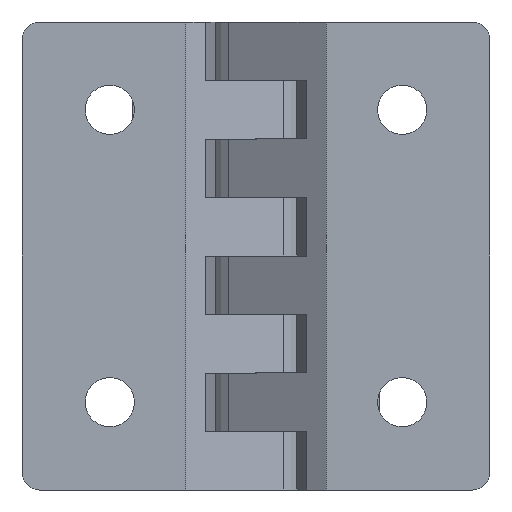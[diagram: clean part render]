
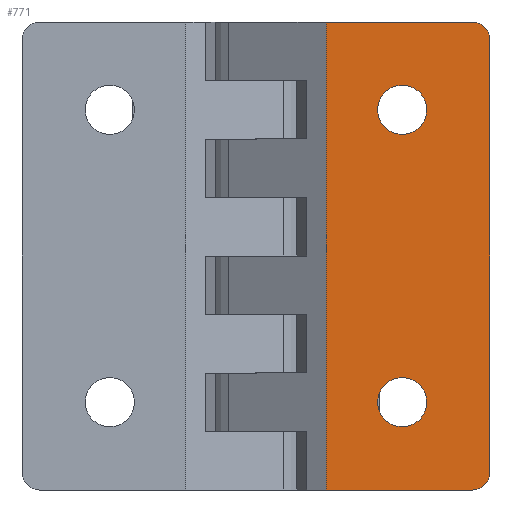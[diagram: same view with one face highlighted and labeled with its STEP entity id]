
A CAD part, front view. The second image highlights one B-rep face of the part: STEP entity #771.
In plain terms, the highlighted planar face has unit normal (0, -1, 0).
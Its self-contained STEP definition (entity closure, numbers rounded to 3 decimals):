
#625 = VERTEX_POINT ( 'NONE', #2171 ) ;
#630 = VERTEX_POINT ( 'NONE', #2156 ) ;
#676 = ORIENTED_EDGE ( 'NONE', *, *, #759, .F. ) ;
#678 = ORIENTED_EDGE ( 'NONE', *, *, #739, .T. ) ;
#692 = EDGE_LOOP ( 'NONE', ( #678, #712 ) ) ;
#694 = ORIENTED_EDGE ( 'NONE', *, *, #769, .T. ) ;
#699 = EDGE_CURVE ( 'NONE', #630, #625, #2270, .T. ) ;
#702 = EDGE_CURVE ( 'NONE', #625, #760, #2265, .T. ) ;
#712 = ORIENTED_EDGE ( 'NONE', *, *, #901, .T. ) ;
#717 = EDGE_LOOP ( 'NONE', ( #763, #694, #676, #767, #780, #728 ) ) ;
#719 = EDGE_LOOP ( 'NONE', ( #776, #766 ) ) ;
#728 = ORIENTED_EDGE ( 'NONE', *, *, #781, .T. ) ;
#737 = VERTEX_POINT ( 'NONE', #2346 ) ;
#739 = EDGE_CURVE ( 'NONE', #863, #939, #2357, .T. ) ;
#741 = EDGE_CURVE ( 'NONE', #838, #834, #2341, .T. ) ;
#759 = EDGE_CURVE ( 'NONE', #630, #737, #2377, .T. ) ;
#760 = VERTEX_POINT ( 'NONE', #2388 ) ;
#763 = ORIENTED_EDGE ( 'NONE', *, *, #768, .F. ) ;
#765 = VERTEX_POINT ( 'NONE', #2369 ) ;
#766 = ORIENTED_EDGE ( 'NONE', *, *, #831, .T. ) ;
#767 = ORIENTED_EDGE ( 'NONE', *, *, #699, .T. ) ;
#768 = EDGE_CURVE ( 'NONE', #765, #778, #2366, .T. ) ;
#769 = EDGE_CURVE ( 'NONE', #765, #737, #2332, .T. ) ;
#771 = ADVANCED_FACE ( 'NONE', ( #2361, #2419, #2368 ), #2371, .F. ) ;
#776 = ORIENTED_EDGE ( 'NONE', *, *, #741, .T. ) ;
#778 = VERTEX_POINT ( 'NONE', #2405 ) ;
#780 = ORIENTED_EDGE ( 'NONE', *, *, #702, .T. ) ;
#781 = EDGE_CURVE ( 'NONE', #760, #778, #2404, .T. ) ;
#831 = EDGE_CURVE ( 'NONE', #834, #838, #2454, .T. ) ;
#834 = VERTEX_POINT ( 'NONE', #2441 ) ;
#838 = VERTEX_POINT ( 'NONE', #2500 ) ;
#863 = VERTEX_POINT ( 'NONE', #2480 ) ;
#901 = EDGE_CURVE ( 'NONE', #939, #863, #2565, .T. ) ;
#939 = VERTEX_POINT ( 'NONE', #2644 ) ;
#2156 = CARTESIAN_POINT ( 'NONE',  ( -46.572, 32.521, 20. ) ) ;
#2171 = CARTESIAN_POINT ( 'NONE',  ( -46.572, 32.521, -20. ) ) ;
#2258 = DIRECTION ( 'NONE',  ( 1., 0., 0. ) ) ;
#2259 = VECTOR ( 'NONE', #2258, 1000. ) ;
#2261 = DIRECTION ( 'NONE',  ( 0., 0., -1. ) ) ;
#2262 = VECTOR ( 'NONE', #2261, 1000. ) ;
#2265 = LINE ( 'NONE', #2272, #2259 ) ;
#2269 = CARTESIAN_POINT ( 'NONE',  ( -46.572, 32.521, 20. ) ) ;
#2270 = LINE ( 'NONE', #2269, #2262 ) ;
#2272 = CARTESIAN_POINT ( 'NONE',  ( -46.572, 32.521, -20. ) ) ;
#2328 = DIRECTION ( 'NONE',  ( 0., 0., 1. ) ) ;
#2329 = DIRECTION ( 'NONE',  ( 0., 1., 0. ) ) ;
#2330 = CARTESIAN_POINT ( 'NONE',  ( -40.072, 32.521, -12.5 ) ) ;
#2332 = CIRCLE ( 'NONE', #2367, 1.5 ) ;
#2335 = AXIS2_PLACEMENT_3D ( 'NONE', #2330, #2329, #2328 ) ;
#2337 = DIRECTION ( 'NONE',  ( 0., 0., 1. ) ) ;
#2338 = DIRECTION ( 'NONE',  ( 0., 1., 0. ) ) ;
#2339 = CARTESIAN_POINT ( 'NONE',  ( -40.072, 32.521, 12.5 ) ) ;
#2340 = AXIS2_PLACEMENT_3D ( 'NONE', #2339, #2338, #2337 ) ;
#2341 = CIRCLE ( 'NONE', #2335, 2.1 ) ;
#2346 = CARTESIAN_POINT ( 'NONE',  ( -34.072, 32.521, 20. ) ) ;
#2357 = CIRCLE ( 'NONE', #2340, 2.1 ) ;
#2358 = CARTESIAN_POINT ( 'NONE',  ( -34.072, 32.521, 18.5 ) ) ;
#2359 = DIRECTION ( 'NONE',  ( 0., 1., 0. ) ) ;
#2360 = CARTESIAN_POINT ( 'NONE',  ( -46.572, 32.521, 20. ) ) ;
#2361 = FACE_BOUND ( 'NONE', #719, .T. ) ;
#2363 = DIRECTION ( 'NONE',  ( 0., 0., -1. ) ) ;
#2364 = VECTOR ( 'NONE', #2363, 1000. ) ;
#2365 = CARTESIAN_POINT ( 'NONE',  ( -32.572, 32.521, 20. ) ) ;
#2366 = LINE ( 'NONE', #2365, #2364 ) ;
#2367 = AXIS2_PLACEMENT_3D ( 'NONE', #2358, #2383, #2375 ) ;
#2368 = FACE_OUTER_BOUND ( 'NONE', #717, .T. ) ;
#2369 = CARTESIAN_POINT ( 'NONE',  ( -32.572, 32.521, 18.5 ) ) ;
#2371 = PLANE ( 'NONE',  #2418 ) ;
#2372 = DIRECTION ( 'NONE',  ( 1., 0., 0. ) ) ;
#2373 = VECTOR ( 'NONE', #2372, 1000. ) ;
#2374 = DIRECTION ( 'NONE',  ( 0., 0., 1. ) ) ;
#2375 = DIRECTION ( 'NONE',  ( 0., 0., 1. ) ) ;
#2376 = CARTESIAN_POINT ( 'NONE',  ( -46.572, 32.521, 20. ) ) ;
#2377 = LINE ( 'NONE', #2376, #2373 ) ;
#2383 = DIRECTION ( 'NONE',  ( 0., -1., 0. ) ) ;
#2388 = CARTESIAN_POINT ( 'NONE',  ( -34.072, 32.521, -20. ) ) ;
#2394 = DIRECTION ( 'NONE',  ( 0., 0., 1. ) ) ;
#2395 = DIRECTION ( 'NONE',  ( 0., -1., 0. ) ) ;
#2396 = CARTESIAN_POINT ( 'NONE',  ( -34.072, 32.521, -18.5 ) ) ;
#2397 = AXIS2_PLACEMENT_3D ( 'NONE', #2396, #2395, #2394 ) ;
#2404 = CIRCLE ( 'NONE', #2397, 1.5 ) ;
#2405 = CARTESIAN_POINT ( 'NONE',  ( -32.572, 32.521, -18.5 ) ) ;
#2418 = AXIS2_PLACEMENT_3D ( 'NONE', #2360, #2359, #2374 ) ;
#2419 = FACE_BOUND ( 'NONE', #692, .T. ) ;
#2440 = DIRECTION ( 'NONE',  ( 0., 1., 0. ) ) ;
#2441 = CARTESIAN_POINT ( 'NONE',  ( -40.072, 32.521, -14.6 ) ) ;
#2447 = AXIS2_PLACEMENT_3D ( 'NONE', #2466, #2440, #2503 ) ;
#2454 = CIRCLE ( 'NONE', #2447, 2.1 ) ;
#2466 = CARTESIAN_POINT ( 'NONE',  ( -40.072, 32.521, -12.5 ) ) ;
#2480 = CARTESIAN_POINT ( 'NONE',  ( -40.072, 32.521, 14.6 ) ) ;
#2500 = CARTESIAN_POINT ( 'NONE',  ( -40.072, 32.521, -10.4 ) ) ;
#2503 = DIRECTION ( 'NONE',  ( 0., 0., 1. ) ) ;
#2561 = DIRECTION ( 'NONE',  ( 0., 0., 1. ) ) ;
#2562 = DIRECTION ( 'NONE',  ( 0., 1., 0. ) ) ;
#2565 = CIRCLE ( 'NONE', #2570, 2.1 ) ;
#2570 = AXIS2_PLACEMENT_3D ( 'NONE', #2580, #2562, #2561 ) ;
#2580 = CARTESIAN_POINT ( 'NONE',  ( -40.072, 32.521, 12.5 ) ) ;
#2644 = CARTESIAN_POINT ( 'NONE',  ( -40.072, 32.521, 10.4 ) ) ;
